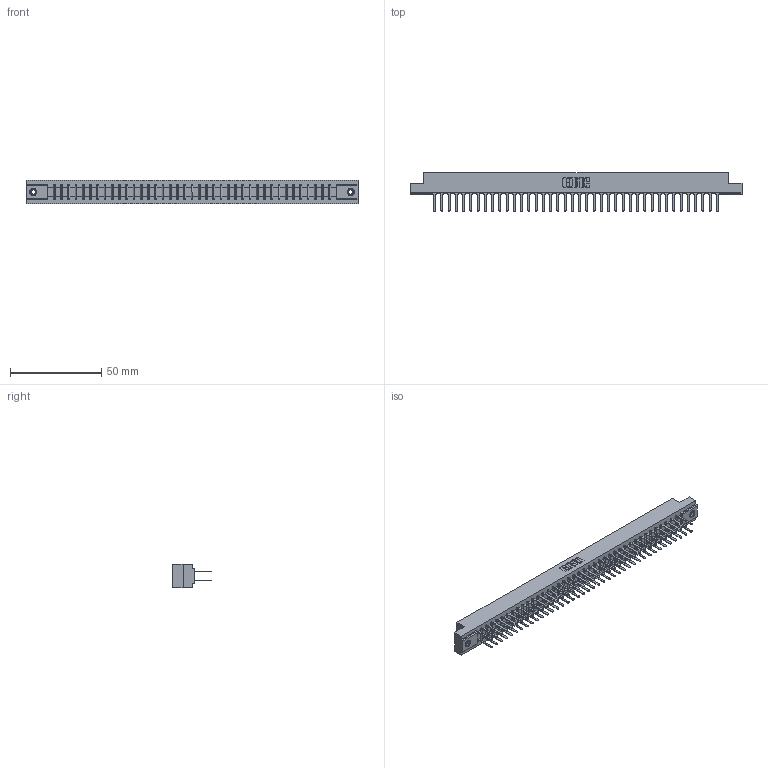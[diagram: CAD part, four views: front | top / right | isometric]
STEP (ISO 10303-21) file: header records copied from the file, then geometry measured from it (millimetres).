
FILE_DESCRIPTION (( 'STEP AP203' ), '1' );
FILE_NAME ('357-080-522-207.STEP', '2019-09-19T15:26:03', ( '' ), ( '' ), 'SwSTEP 2.0', 'SolidWorks 2016', '' );
FILE_SCHEMA (( 'CONFIG_CONTROL_DESIGN' ));
Length unit declared in the file: inch
Products named in the file (4): 307-290-001_522; 357-080-522-207; 307 Part_.156 Dia Mounting Holes; 345-250-001_345-250-005-103
Assembly tree (83 placements, depth 2):
  357-080-522-207
    307 Part_.156 Dia Mounting Holes
    307-290-001_522  x80
    345-250-001_345-250-005-103  x2
Bounding box: 181.51 x 21.11 x 12.7 mm (x, y, z)
Volume: 19445.9 mm3; surface area: 24658.6 mm2
Topology: 83 solids, 83 shells, 3899 faces, 10859 edges, 7014 vertices
Faces by surface type: plane 2582, cylinder 1219, sphere 82, cone 12, torus 4
Entity records: 36971 total; most frequent: CARTESIAN_POINT 6031, ORIENTED_EDGE 5970, DIRECTION 5917, EDGE_CURVE 2985, LINE 2289, VECTOR 2289, VERTEX_POINT 1928, AXIS2_PLACEMENT_3D 1814
